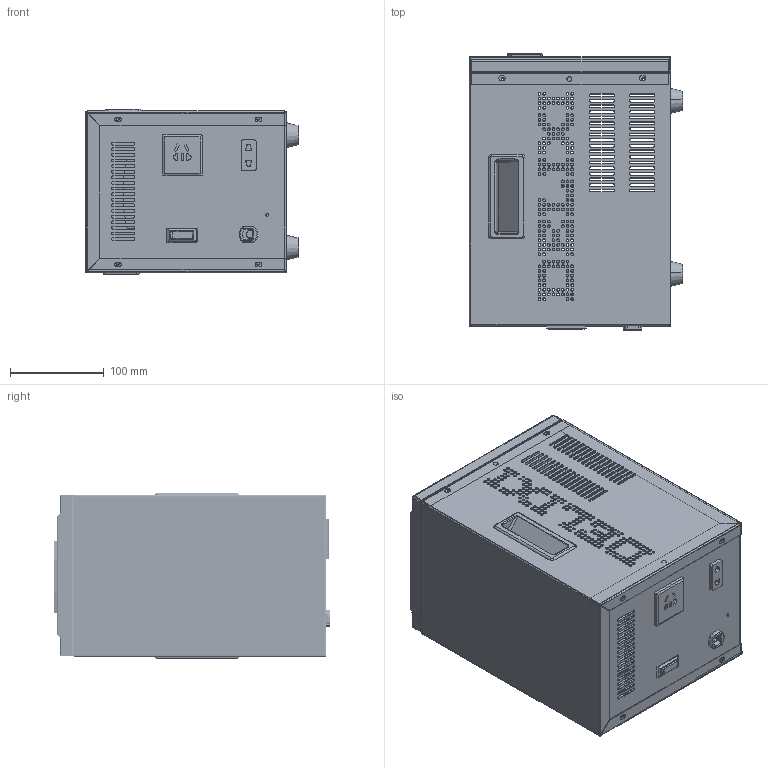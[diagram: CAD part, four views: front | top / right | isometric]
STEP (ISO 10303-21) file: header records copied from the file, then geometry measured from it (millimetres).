
FILE_DESCRIPTION (( 'STEP AP214' ), '1' );
FILE_NAME ('TND2-2KVA三维图-202508.STEP', '2025-08-19T07:35:26', ( 'China' ), ( 'Home' ), 'SwSTEP 2.0', 'SolidWorks 2020', '' );
FILE_SCHEMA (( 'AUTOMOTIVE_DESIGN' ));
Length unit declared in the file: millimetre
Products named in the file (11): 萇埭縐諶2k; TND-2k砎々褐(13.6mm); 摒倰徹霜羲壽; TND2-2K珘儒そ; 弊梓拻脣; 謗脣; TND2-2KVA三维图-202508; TND2-2K醱啣; NCR-2K裔赽; TND3-2K菁釱; 5K枑忒
Assembly tree (14 placements, depth 2):
  TND2-2KVA三维图-202508
    TND3-2K菁釱
    TND2-2K醱啣
    5K枑忒  x2
    摒倰徹霜羲壽
    弊梓拻脣
    NCR-2K裔赽
    TND-2k砎々褐(13.6mm)  x4
    萇埭縐諶2k
    謗脣
    TND2-2K珘儒そ
Bounding box: 228.2 x 295.15 x 177 mm (x, y, z)
Volume: 370059.1 mm3; surface area: 690690.7 mm2
Topology: 17 solids, 17 shells, 2276 faces, 6268 edges, 4047 vertices
Faces by surface type: cylinder 1436, plane 696, torus 64, bspline 45, cone 35
Entity records: 85425 total; most frequent: CARTESIAN_POINT 13449, DIRECTION 13045, ORIENTED_EDGE 12000, EDGE_CURVE 6000, AXIS2_PLACEMENT_3D 4996, VERTEX_POINT 3892, EDGE_LOOP 3380, LINE 3053
